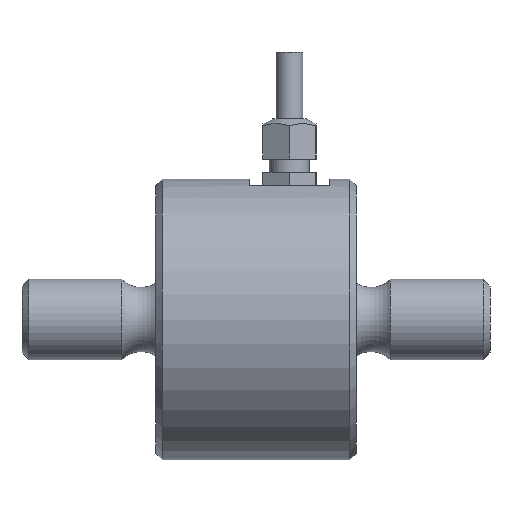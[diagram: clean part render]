
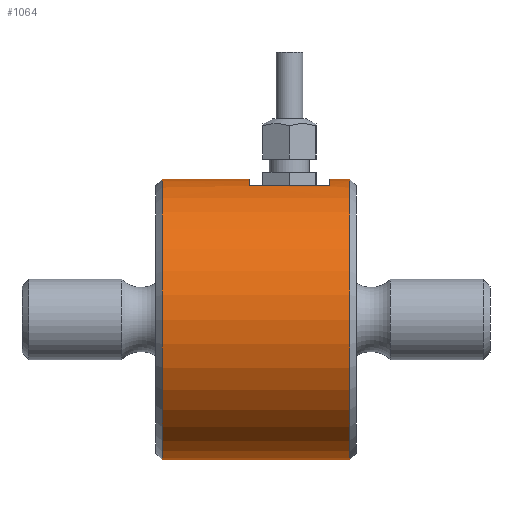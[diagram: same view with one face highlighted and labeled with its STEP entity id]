
A CAD part, front view. The second image highlights one B-rep face of the part: STEP entity #1064.
In plain terms, the highlighted cylindrical face has radius 21 mm (diameter 42 mm), a full revolution.
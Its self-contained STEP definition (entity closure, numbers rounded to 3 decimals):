
#78=FACE_BOUND('',#178,.T.);
#88=CYLINDRICAL_SURFACE('',#1226,21.);
#111=FACE_OUTER_BOUND('',#177,.T.);
#177=EDGE_LOOP('',(#739,#740,#741,#742,#743,#744));
#178=EDGE_LOOP('',(#745,#746,#747,#748));
#253=LINE('',#1764,#320);
#254=LINE('',#1772,#321);
#255=LINE('',#1775,#322);
#320=VECTOR('',#1390,21.);
#321=VECTOR('',#1397,10.);
#322=VECTOR('',#1400,10.);
#387=CIRCLE('',#1224,21.);
#388=CIRCLE('',#1225,21.);
#389=CIRCLE('',#1227,21.);
#390=CIRCLE('',#1228,21.);
#391=CIRCLE('',#1229,21.);
#392=CIRCLE('',#1230,21.);
#469=VERTEX_POINT('',#1757);
#470=VERTEX_POINT('',#1759);
#471=VERTEX_POINT('',#1763);
#472=VERTEX_POINT('',#1765);
#473=VERTEX_POINT('',#1768);
#474=VERTEX_POINT('',#1769);
#475=VERTEX_POINT('',#1771);
#476=VERTEX_POINT('',#1773);
#577=EDGE_CURVE('',#469,#470,#387,.T.);
#578=EDGE_CURVE('',#470,#469,#388,.T.);
#579=EDGE_CURVE('',#470,#471,#253,.T.);
#580=EDGE_CURVE('',#472,#471,#389,.T.);
#581=EDGE_CURVE('',#471,#472,#390,.T.);
#582=EDGE_CURVE('',#473,#474,#391,.T.);
#583=EDGE_CURVE('',#473,#475,#254,.T.);
#584=EDGE_CURVE('',#475,#476,#392,.T.);
#585=EDGE_CURVE('',#476,#474,#255,.T.);
#739=ORIENTED_EDGE('',*,*,#577,.F.);
#740=ORIENTED_EDGE('',*,*,#578,.F.);
#741=ORIENTED_EDGE('',*,*,#579,.T.);
#742=ORIENTED_EDGE('',*,*,#580,.F.);
#743=ORIENTED_EDGE('',*,*,#581,.F.);
#744=ORIENTED_EDGE('',*,*,#579,.F.);
#745=ORIENTED_EDGE('',*,*,#582,.F.);
#746=ORIENTED_EDGE('',*,*,#583,.T.);
#747=ORIENTED_EDGE('',*,*,#584,.T.);
#748=ORIENTED_EDGE('',*,*,#585,.T.);
#1064=ADVANCED_FACE('',(#111,#78),#88,.T.);
#1224=AXIS2_PLACEMENT_3D('',#1760,#1384,#1385);
#1225=AXIS2_PLACEMENT_3D('',#1761,#1386,#1387);
#1226=AXIS2_PLACEMENT_3D('',#1762,#1388,#1389);
#1227=AXIS2_PLACEMENT_3D('',#1766,#1391,#1392);
#1228=AXIS2_PLACEMENT_3D('',#1767,#1393,#1394);
#1229=AXIS2_PLACEMENT_3D('',#1770,#1395,#1396);
#1230=AXIS2_PLACEMENT_3D('',#1774,#1398,#1399);
#1384=DIRECTION('center_axis',(-1.,0.,0.));
#1385=DIRECTION('ref_axis',(0.,-1.,0.));
#1386=DIRECTION('center_axis',(-1.,0.,0.));
#1387=DIRECTION('ref_axis',(0.,-1.,0.));
#1388=DIRECTION('center_axis',(-1.,0.,0.));
#1389=DIRECTION('ref_axis',(0.,1.,0.));
#1390=DIRECTION('',(1.,0.,0.));
#1391=DIRECTION('center_axis',(1.,0.,0.));
#1392=DIRECTION('ref_axis',(0.,-1.,0.));
#1393=DIRECTION('center_axis',(1.,0.,0.));
#1394=DIRECTION('ref_axis',(0.,-1.,0.));
#1395=DIRECTION('center_axis',(-1.,0.,0.));
#1396=DIRECTION('ref_axis',(0.,0.,-1.));
#1397=DIRECTION('',(-1.,0.,0.));
#1398=DIRECTION('center_axis',(-1.,0.,0.));
#1399=DIRECTION('ref_axis',(0.,1.,0.));
#1400=DIRECTION('',(1.,0.,0.));
#1757=CARTESIAN_POINT('',(-14.,21.,0.));
#1759=CARTESIAN_POINT('',(-14.,-21.,0.));
#1760=CARTESIAN_POINT('Origin',(-14.,0.,0.));
#1761=CARTESIAN_POINT('Origin',(-14.,0.,0.));
#1762=CARTESIAN_POINT('Origin',(7.5,0.,0.));
#1763=CARTESIAN_POINT('',(14.,-21.,0.));
#1764=CARTESIAN_POINT('',(7.5,-21.,0.));
#1765=CARTESIAN_POINT('',(14.,21.,0.));
#1766=CARTESIAN_POINT('Origin',(14.,0.,0.));
#1767=CARTESIAN_POINT('Origin',(14.,0.,0.));
#1768=CARTESIAN_POINT('',(11.,-6.403,20.));
#1769=CARTESIAN_POINT('',(11.,6.403,20.));
#1770=CARTESIAN_POINT('Origin',(11.,0.,0.));
#1771=CARTESIAN_POINT('',(-1.,-6.403,20.));
#1772=CARTESIAN_POINT('',(7.5,-6.403,20.));
#1773=CARTESIAN_POINT('',(-1.,6.403,20.));
#1774=CARTESIAN_POINT('Origin',(-1.,0.,
0.));
#1775=CARTESIAN_POINT('',(7.5,6.403,20.));
